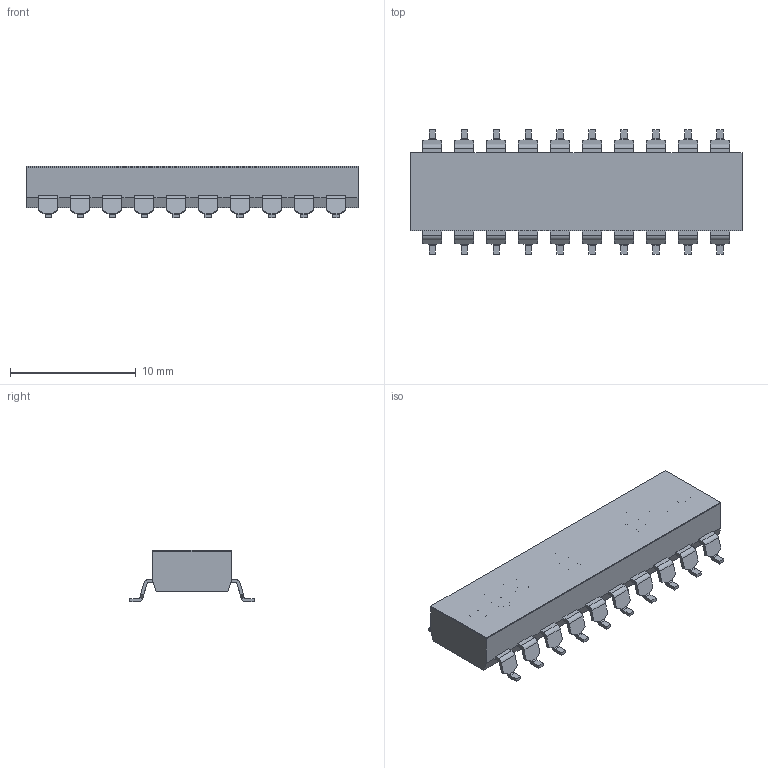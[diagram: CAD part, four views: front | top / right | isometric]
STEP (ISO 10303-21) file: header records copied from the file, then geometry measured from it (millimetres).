
FILE_DESCRIPTION(/* description */ (''),/* implementation_level */ '2;1');
FILE_NAME(/* name */ 'KAG10TGGx.stp',/* time_stamp */ '2025-05-21T10:16:51-05:00',/* author */ ('mroman'),/* organization */ (''),/* preprocessor_version */ 'ST-DEVELOPER v18.1',/* originating_system */ 'Autodesk Inventor 2022',/* authorisation */ '');
FILE_SCHEMA (('AUTOMOTIVE_DESIGN { 1 0 10303 214 3 1 1 }'));
Length unit declared in the file: centimetre
Products named in the file (1): KAG10TGGx
Bounding box: 26.38 x 9.9 x 4.08 mm (x, y, z)
Volume: 543.3 mm3; surface area: 753.7 mm2
Topology: 1 solids, 11 shells, 622 faces, 1646 edges, 1036 vertices
Faces by surface type: plane 422, cylinder 160, torus 40
Entity records: 19013 total; most frequent: CARTESIAN_POINT 3305, ORIENTED_EDGE 3292, DIRECTION 3252, EDGE_CURVE 1646, LINE 1286, VECTOR 1286, VERTEX_POINT 1036, AXIS2_PLACEMENT_3D 983
